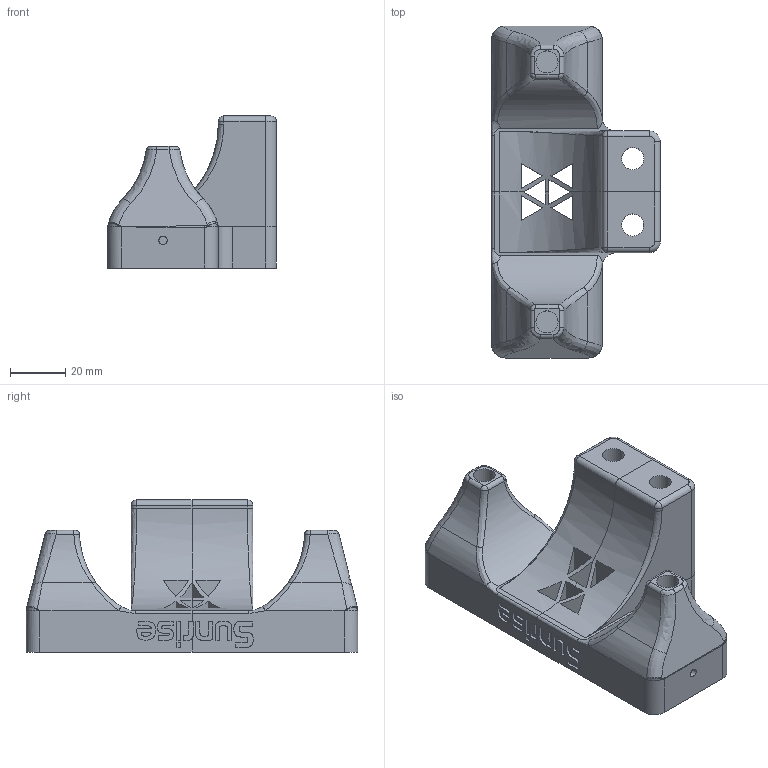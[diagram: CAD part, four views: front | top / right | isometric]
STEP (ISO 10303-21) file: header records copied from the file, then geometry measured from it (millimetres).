
FILE_DESCRIPTION(('FreeCAD Model'),'2;1');
FILE_NAME('upperZholdLabel.step','2015-04-13T19:11:35',( 'FreeCAD'),('FreeCAD'),'Open CASCADE STEP processor 6.5','FreeCAD', 'Unknown');
FILE_SCHEMA(('AUTOMOTIVE_DESIGN_CC2 { 1 2 10303 214 -1 1 5 4 }'));
Length unit declared in the file: millimetre
Products named in the file (1): upperZholdLabel
Bounding box: 61 x 120 x 55 mm (x, y, z)
Volume: 152683.1 mm3; surface area: 32735.8 mm2
Topology: 1 solids, 1 shells, 388 faces, 1061 edges, 675 vertices
Faces by surface type: extrusion 157, plane 119, cylinder 56, bspline 52, torus 2, sphere 2
Full cylindrical faces by diameter (mm): 3 x6, 8 x4
Entity records: 40751 total; most frequent: CARTESIAN_POINT 19098, DIRECTION 2690, VECTOR 2143, ORIENTED_EDGE 2102, PCURVE 2102, DEFINITIONAL_REPRESENTATION 2102, LINE 1986, B_SPLINE_CURVE_WITH_KNOTS 1058
